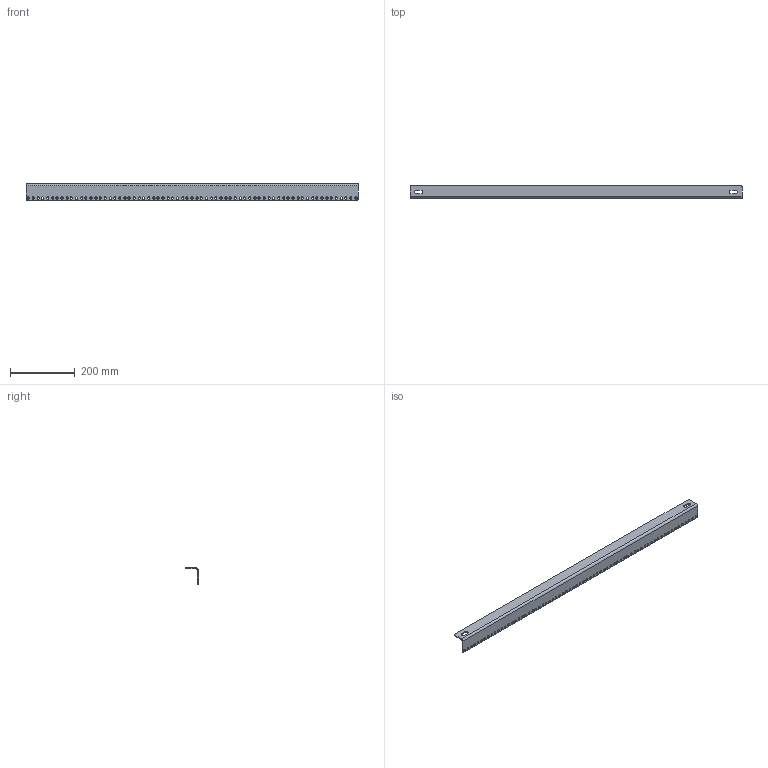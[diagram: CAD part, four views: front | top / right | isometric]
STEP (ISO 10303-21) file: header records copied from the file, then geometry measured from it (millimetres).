
FILE_DESCRIPTION (( 'STEP AP214' ), '1' );
FILE_NAME ('SCE-90RP24F6.STEP', '2021-01-28T18:12:13', ( '' ), ( '' ), 'SwSTEP 2.0', 'SolidWorks 2019', '' );
FILE_SCHEMA (( 'AUTOMOTIVE_DESIGN' ));
Length unit declared in the file: inch
Products named in the file (1): SCE-90RP24F6
Bounding box: 1022.35 x 38.1 x 50.01 mm (x, y, z)
Volume: 258652.4 mm3; surface area: 175246.4 mm2
Topology: 1 solids, 1 shells, 164 faces, 478 edges, 316 vertices
Faces by surface type: cylinder 148, plane 16
Entity records: 5918 total; most frequent: DIRECTION 1104, CARTESIAN_POINT 959, ORIENTED_EDGE 956, EDGE_CURVE 478, AXIS2_PLACEMENT_3D 461, VERTEX_POINT 316, EDGE_LOOP 306, CIRCLE 296
